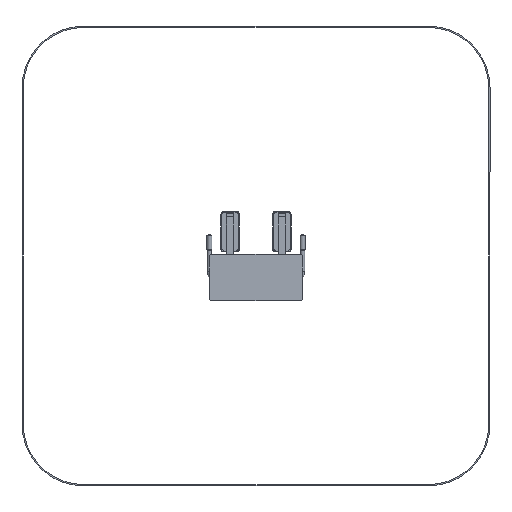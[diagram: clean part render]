
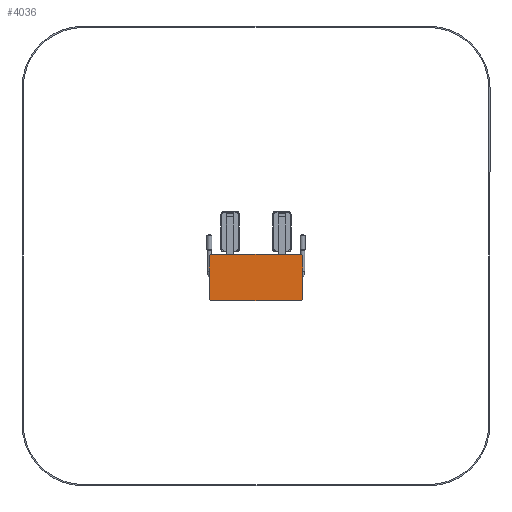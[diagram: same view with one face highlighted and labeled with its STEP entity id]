
A CAD part, front view. The second image highlights one B-rep face of the part: STEP entity #4036.
In plain terms, the highlighted planar face has unit normal (0, -1, 0).
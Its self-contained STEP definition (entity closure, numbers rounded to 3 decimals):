
#4036=ADVANCED_FACE('',(#7902),#7904,.F.);
#7902=FACE_BOUND('',#7903,.T.);
#7903=EDGE_LOOP('',(#12390,#12391,#12392,#12393,#12394,#12395,#12396,#12397));
#7904=PLANE('',#7905);
#7905=AXIS2_PLACEMENT_3D('',#7906,#7907,#7908);
#7906=CARTESIAN_POINT('',(0.,0.,0.));
#7907=DIRECTION('',(0.,1.,0.));
#7908=DIRECTION('',(1.,0.,0.));
#12390=ORIENTED_EDGE('',*,*,#14113,.F.);
#12391=ORIENTED_EDGE('',*,*,#14114,.F.);
#12392=ORIENTED_EDGE('',*,*,#14115,.F.);
#12393=ORIENTED_EDGE('',*,*,#14116,.F.);
#12394=ORIENTED_EDGE('',*,*,#14117,.F.);
#12395=ORIENTED_EDGE('',*,*,#14118,.F.);
#12396=ORIENTED_EDGE('',*,*,#14119,.F.);
#12397=ORIENTED_EDGE('',*,*,#14120,.F.);
#14113=EDGE_CURVE('',#15013,#15014,#15015,.T.);
#14114=EDGE_CURVE('',#15016,#15013,#15017,.T.);
#14115=EDGE_CURVE('',#15018,#15016,#15019,.T.);
#14116=EDGE_CURVE('',#15020,#15018,#15021,.T.);
#14117=EDGE_CURVE('',#15022,#15020,#15023,.T.);
#14118=EDGE_CURVE('',#15024,#15022,#15025,.T.);
#14119=EDGE_CURVE('',#15026,#15024,#15027,.T.);
#14120=EDGE_CURVE('',#15014,#15026,#15028,.T.);
#15013=VERTEX_POINT('',#16583);
#15014=VERTEX_POINT('',#16584);
#15015=LINE('',#16585,#16586);
#15016=VERTEX_POINT('',#16588);
#15017=CIRCLE('',#16589,20.);
#15018=VERTEX_POINT('',#16593);
#15019=LINE('',#16594,#16595);
#15020=VERTEX_POINT('',#16597);
#15021=CIRCLE('',#16598,20.);
#15022=VERTEX_POINT('',#16602);
#15023=LINE('',#16603,#16604);
#15024=VERTEX_POINT('',#16606);
#15025=CIRCLE('',#16607,20.);
#15026=VERTEX_POINT('',#16611);
#15027=LINE('',#16612,#16613);
#15028=CIRCLE('',#16615,20.);
#16583=CARTESIAN_POINT('',(12.5,0.,-1.5));
#16584=CARTESIAN_POINT('',(732.5,0.,-1.5));
#16585=CARTESIAN_POINT('',(12.5,0.,-1.5));
#16586=VECTOR('',#16587,1.);
#16587=DIRECTION('',(1.,0.,0.));
#16588=CARTESIAN_POINT('',(-7.5,0.,-21.5));
#16589=AXIS2_PLACEMENT_3D('',#16590,#16591,#16592);
#16590=CARTESIAN_POINT('',(12.5,0.,-21.5));
#16591=DIRECTION('',(0.,1.,0.));
#16592=DIRECTION('',(-1.,0.,0.));
#16593=CARTESIAN_POINT('',(-7.5,0.,-358.5));
#16594=CARTESIAN_POINT('',(-7.5,0.,-358.5));
#16595=VECTOR('',#16596,1.);
#16596=DIRECTION('',(0.,0.,1.));
#16597=CARTESIAN_POINT('',(12.5,0.,-378.5));
#16598=AXIS2_PLACEMENT_3D('',#16599,#16600,#16601);
#16599=CARTESIAN_POINT('',(12.5,0.,-358.5));
#16600=DIRECTION('',(0.,1.,0.));
#16601=DIRECTION('',(0.,0.,-1.));
#16602=CARTESIAN_POINT('',(732.5,0.,-378.5));
#16603=CARTESIAN_POINT('',(732.5,0.,-378.5));
#16604=VECTOR('',#16605,1.);
#16605=DIRECTION('',(-1.,0.,0.));
#16606=CARTESIAN_POINT('',(752.5,0.,-358.5));
#16607=AXIS2_PLACEMENT_3D('',#16608,#16609,#16610);
#16608=CARTESIAN_POINT('',(732.5,0.,-358.5));
#16609=DIRECTION('',(0.,1.,0.));
#16610=DIRECTION('',(1.,0.,0.));
#16611=CARTESIAN_POINT('',(752.5,0.,-21.5));
#16612=CARTESIAN_POINT('',(752.5,0.,-21.5));
#16613=VECTOR('',#16614,1.);
#16614=DIRECTION('',(0.,0.,-1.));
#16615=AXIS2_PLACEMENT_3D('',#16616,#16617,#16618);
#16616=CARTESIAN_POINT('',(732.5,0.,-21.5));
#16617=DIRECTION('',(0.,1.,0.));
#16618=DIRECTION('',(0.,0.,1.));
